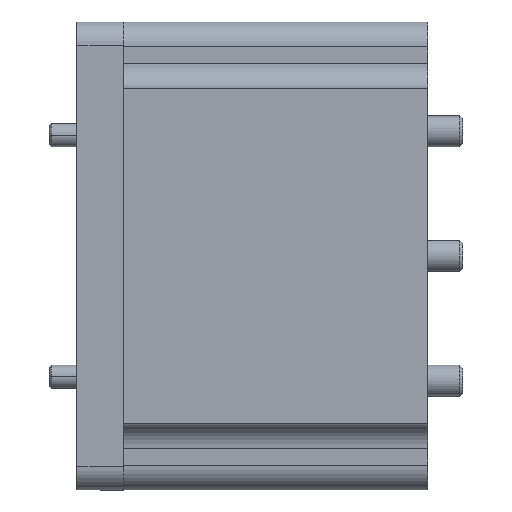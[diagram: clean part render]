
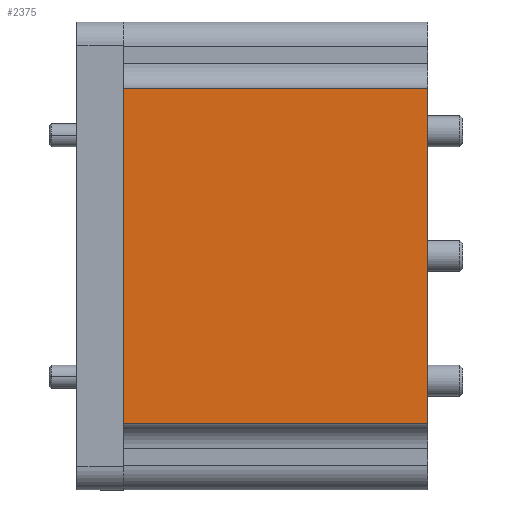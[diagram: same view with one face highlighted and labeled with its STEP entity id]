
A CAD part, front view. The second image highlights one B-rep face of the part: STEP entity #2375.
In plain terms, the highlighted planar face has unit normal (0, -1, 0).
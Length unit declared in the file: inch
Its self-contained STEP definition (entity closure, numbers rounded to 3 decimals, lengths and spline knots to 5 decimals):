
#31 = EDGE_LOOP ( 'NONE', ( #15921, #11089, #16147, #256 ) ) ;
#256 = ORIENTED_EDGE ( 'NONE', *, *, #9799, .F. ) ;
#360 = DIRECTION ( 'NONE',  ( -1., 0., 0. ) ) ;
#1177 = VERTEX_POINT ( 'NONE', #16403 ) ;
#1199 = VECTOR ( 'NONE', #20511, 39.37008 ) ;
#2375 = ADVANCED_FACE ( 'NONE', ( #6857 ), #14926, .F. ) ;
#2906 = DIRECTION ( 'NONE',  ( -1., 0., 0. ) ) ;
#2938 = CARTESIAN_POINT ( 'NONE',  ( 0.76772, -0.8189, 0.84646 ) ) ;
#3356 = VECTOR ( 'NONE', #13739, 39.37008 ) ;
#5679 = VERTEX_POINT ( 'NONE', #6735 ) ;
#6694 = VERTEX_POINT ( 'NONE', #2938 ) ;
#6735 = CARTESIAN_POINT ( 'NONE',  ( -0.76772, -0.8189, -0.84646 ) ) ;
#6857 = FACE_OUTER_BOUND ( 'NONE', #31, .T. ) ;
#6956 = DIRECTION ( 'NONE',  ( 0., 1., 0. ) ) ;
#8652 = CARTESIAN_POINT ( 'NONE',  ( 0.76772, -0.8189, 1.1811 ) ) ;
#9799 = EDGE_CURVE ( 'NONE', #17215, #5679, #15864, .T. ) ;
#9804 = DIRECTION ( 'NONE',  ( 0., 0., 1. ) ) ;
#9881 = CARTESIAN_POINT ( 'NONE',  ( 0.76772, -0.8189, -0.84646 ) ) ;
#10242 = LINE ( 'NONE', #8652, #3356 ) ;
#11088 = EDGE_CURVE ( 'NONE', #5679, #1177, #14701, .T. ) ;
#11089 = ORIENTED_EDGE ( 'NONE', *, *, #17053, .F. ) ;
#11937 = CARTESIAN_POINT ( 'NONE',  ( -0.76772, -0.8189, 1.1811 ) ) ;
#12331 = CARTESIAN_POINT ( 'NONE',  ( -0.76772, -0.8189, 0.84646 ) ) ;
#12885 = CARTESIAN_POINT ( 'NONE',  ( -0.76772, -0.8189, -0.84646 ) ) ;
#13739 = DIRECTION ( 'NONE',  ( 0., 0., -1. ) ) ;
#14139 = EDGE_CURVE ( 'NONE', #6694, #17215, #10242, .T. ) ;
#14701 = LINE ( 'NONE', #16497, #15274 ) ;
#14926 = PLANE ( 'NONE',  #17867 ) ;
#15274 = VECTOR ( 'NONE', #9804, 39.37008 ) ;
#15864 = LINE ( 'NONE', #12885, #16662 ) ;
#15921 = ORIENTED_EDGE ( 'NONE', *, *, #14139, .F. ) ;
#16147 = ORIENTED_EDGE ( 'NONE', *, *, #11088, .F. ) ;
#16403 = CARTESIAN_POINT ( 'NONE',  ( -0.76772, -0.8189, 0.84646 ) ) ;
#16497 = CARTESIAN_POINT ( 'NONE',  ( -0.76772, -0.8189, 1.1811 ) ) ;
#16662 = VECTOR ( 'NONE', #2906, 39.37008 ) ;
#17053 = EDGE_CURVE ( 'NONE', #1177, #6694, #19035, .T. ) ;
#17215 = VERTEX_POINT ( 'NONE', #9881 ) ;
#17867 = AXIS2_PLACEMENT_3D ( 'NONE', #11937, #6956, #360 ) ;
#19035 = LINE ( 'NONE', #12331, #1199 ) ;
#20511 = DIRECTION ( 'NONE',  ( 1., 0., 0. ) ) ;
